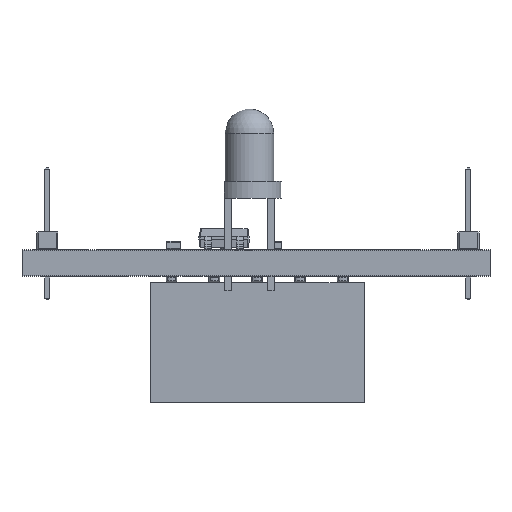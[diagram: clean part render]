
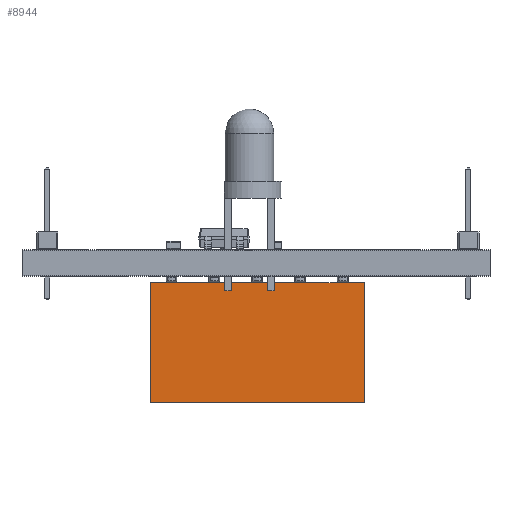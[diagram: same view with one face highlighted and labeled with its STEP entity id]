
A CAD part, front view. The second image highlights one B-rep face of the part: STEP entity #8944.
In plain terms, the highlighted face is planar.
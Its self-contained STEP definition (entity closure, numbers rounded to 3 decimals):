
#7721 = VERTEX_POINT('',#7722);
#7722 = CARTESIAN_POINT('',(-2.54,-6.35,0.32));
#7730 = EDGE_CURVE('',#7721,#7731,#7733,.T.);
#7731 = VERTEX_POINT('',#7732);
#7732 = CARTESIAN_POINT('',(-2.54,-6.35,7.47));
#7733 = LINE('',#7734,#7735);
#7734 = CARTESIAN_POINT('',(-2.54,-6.35,0.32));
#7735 = VECTOR('',#7736,1.);
#7736 = DIRECTION('',(0.,0.,1.));
#7793 = VERTEX_POINT('',#7794);
#7794 = CARTESIAN_POINT('',(-2.54,6.35,7.47));
#7800 = EDGE_CURVE('',#7801,#7793,#7803,.T.);
#7801 = VERTEX_POINT('',#7802);
#7802 = CARTESIAN_POINT('',(-2.54,6.35,0.32));
#7803 = LINE('',#7804,#7805);
#7804 = CARTESIAN_POINT('',(-2.54,6.35,0.32));
#7805 = VECTOR('',#7806,1.);
#7806 = DIRECTION('',(0.,0.,1.));
#7865 = EDGE_CURVE('',#7793,#7731,#7866,.T.);
#7866 = LINE('',#7867,#7868);
#7867 = CARTESIAN_POINT('',(-2.54,6.35,7.47));
#7868 = VECTOR('',#7869,1.);
#7869 = DIRECTION('',(0.,-1.,0.));
#8228 = EDGE_CURVE('',#7801,#7721,#8229,.T.);
#8229 = LINE('',#8230,#8231);
#8230 = CARTESIAN_POINT('',(-2.54,6.35,0.32));
#8231 = VECTOR('',#8232,1.);
#8232 = DIRECTION('',(0.,-1.,0.));
#8944 = ADVANCED_FACE('',(#8945),#8951,.F.);
#8945 = FACE_BOUND('',#8946,.F.);
#8946 = EDGE_LOOP('',(#8947,#8948,#8949,#8950));
#8947 = ORIENTED_EDGE('',*,*,#7800,.T.);
#8948 = ORIENTED_EDGE('',*,*,#7865,.T.);
#8949 = ORIENTED_EDGE('',*,*,#7730,.F.);
#8950 = ORIENTED_EDGE('',*,*,#8228,.F.);
#8951 = PLANE('',#8952);
#8952 = AXIS2_PLACEMENT_3D('',#8953,#8954,#8955);
#8953 = CARTESIAN_POINT('',(-2.54,6.35,0.32));
#8954 = DIRECTION('',(1.,0.,0.));
#8955 = DIRECTION('',(0.,-1.,0.));
